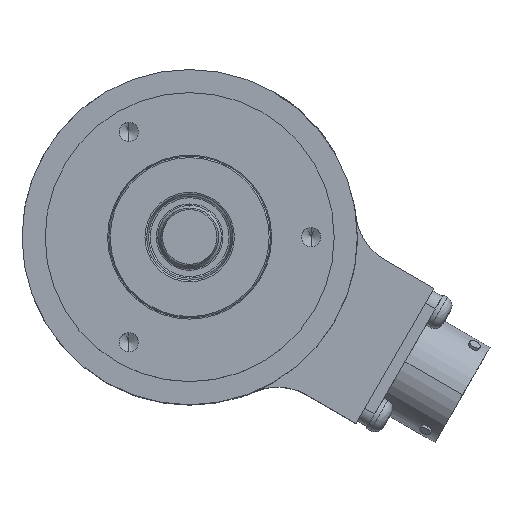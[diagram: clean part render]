
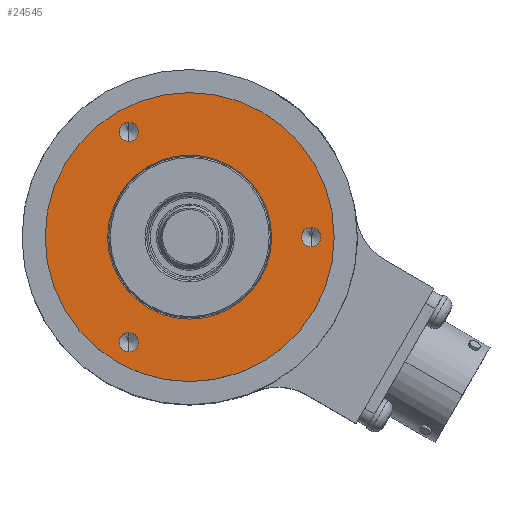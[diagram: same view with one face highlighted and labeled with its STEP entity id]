
A CAD part, top view. The second image highlights one B-rep face of the part: STEP entity #24545.
In plain terms, the highlighted planar face has unit normal (0, 0, 1).
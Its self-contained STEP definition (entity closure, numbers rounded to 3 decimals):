
#8125=CARTESIAN_POINT('',(0.,0.,27.));
#8126=DIRECTION('',(0.,0.,-1.));
#8127=DIRECTION('',(0.,1.,0.));
#8128=AXIS2_PLACEMENT_3D('',#8125,#8126,#8127);
#8130=CARTESIAN_POINT('',(0.,0.,27.));
#8131=DIRECTION('',(0.,0.,-1.));
#8132=DIRECTION('',(0.,-1.,0.));
#8133=AXIS2_PLACEMENT_3D('',#8130,#8131,#8132);
#8135=CARTESIAN_POINT('',(21.,0.,27.));
#8136=DIRECTION('',(0.,0.,1.));
#8137=DIRECTION('',(0.,-1.,0.));
#8138=AXIS2_PLACEMENT_3D('',#8135,#8136,#8137);
#8140=CARTESIAN_POINT('',(21.,0.,27.));
#8141=DIRECTION('',(0.,0.,1.));
#8142=DIRECTION('',(0.,1.,0.));
#8143=AXIS2_PLACEMENT_3D('',#8140,#8141,#8142);
#8145=CARTESIAN_POINT('',(-10.5,-18.187,27.));
#8146=DIRECTION('',(0.,0.,1.));
#8147=DIRECTION('',(0.,-1.,0.));
#8148=AXIS2_PLACEMENT_3D('',#8145,#8146,#8147);
#8150=CARTESIAN_POINT('',(-10.5,-18.187,27.));
#8151=DIRECTION('',(0.,0.,1.));
#8152=DIRECTION('',(0.,1.,0.));
#8153=AXIS2_PLACEMENT_3D('',#8150,#8151,#8152);
#8155=CARTESIAN_POINT('',(-10.5,18.187,27.));
#8156=DIRECTION('',(0.,0.,1.));
#8157=DIRECTION('',(0.,-1.,0.));
#8158=AXIS2_PLACEMENT_3D('',#8155,#8156,#8157);
#8160=CARTESIAN_POINT('',(-10.5,18.187,27.));
#8161=DIRECTION('',(0.,0.,1.));
#8162=DIRECTION('',(0.,1.,0.));
#8163=AXIS2_PLACEMENT_3D('',#8160,#8161,#8162);
#8170=CARTESIAN_POINT('',(0.,0.,27.));
#8171=DIRECTION('',(0.,0.,-1.));
#8172=DIRECTION('',(-1.,0.,0.));
#8173=AXIS2_PLACEMENT_3D('',#8170,#8171,#8172);
#8188=CARTESIAN_POINT('',(0.,0.,27.));
#8189=DIRECTION('',(0.,0.,-1.));
#8190=DIRECTION('',(1.,0.,0.));
#8191=AXIS2_PLACEMENT_3D('',#8188,#8189,#8190);
#15391=CARTESIAN_POINT('',(0.,25.,27.));
#15392=CARTESIAN_POINT('',(0.,-25.,27.));
#15393=VERTEX_POINT('',#15391);
#15394=VERTEX_POINT('',#15392);
#15419=CARTESIAN_POINT('',(14.188,0.,27.));
#15420=CARTESIAN_POINT('',(-14.188,0.,27.));
#15421=VERTEX_POINT('',#15419);
#15422=VERTEX_POINT('',#15420);
#15433=CARTESIAN_POINT('',(21.,-1.65,27.));
#15434=CARTESIAN_POINT('',(21.,1.65,27.));
#15435=VERTEX_POINT('',#15433);
#15436=VERTEX_POINT('',#15434);
#15443=CARTESIAN_POINT('',(-10.5,-19.837,27.));
#15444=CARTESIAN_POINT('',(-10.5,-16.537,27.));
#15445=VERTEX_POINT('',#15443);
#15446=VERTEX_POINT('',#15444);
#15453=CARTESIAN_POINT('',(-10.5,16.537,27.));
#15454=CARTESIAN_POINT('',(-10.5,19.837,27.));
#15455=VERTEX_POINT('',#15453);
#15456=VERTEX_POINT('',#15454);
#24511=CARTESIAN_POINT('',(0.,0.,27.));
#24512=DIRECTION('',(0.,0.,1.));
#24513=DIRECTION('',(1.,0.,0.));
#24514=AXIS2_PLACEMENT_3D('',#24511,#24512,#24513);
#24515=PLANE('',#24514);
#24517=ORIENTED_EDGE('',*,*,#24516,.T.);
#24518=ORIENTED_EDGE('',*,*,#24501,.T.);
#24519=EDGE_LOOP('',(#24517,#24518));
#24520=FACE_OUTER_BOUND('',#24519,.F.);
#24522=ORIENTED_EDGE('',*,*,#24521,.F.);
#24524=ORIENTED_EDGE('',*,*,#24523,.F.);
#24525=EDGE_LOOP('',(#24522,#24524));
#24526=FACE_BOUND('',#24525,.F.);
#24528=ORIENTED_EDGE('',*,*,#24527,.T.);
#24530=ORIENTED_EDGE('',*,*,#24529,.T.);
#24531=EDGE_LOOP('',(#24528,#24530));
#24532=FACE_BOUND('',#24531,.F.);
#24534=ORIENTED_EDGE('',*,*,#24533,.T.);
#24536=ORIENTED_EDGE('',*,*,#24535,.T.);
#24537=EDGE_LOOP('',(#24534,#24536));
#24538=FACE_BOUND('',#24537,.F.);
#24540=ORIENTED_EDGE('',*,*,#24539,.T.);
#24542=ORIENTED_EDGE('',*,*,#24541,.T.);
#24543=EDGE_LOOP('',(#24540,#24542));
#24544=FACE_BOUND('',#24543,.F.);
#8129=CIRCLE('',#8128,25.);
#8134=CIRCLE('',#8133,25.);
#8139=CIRCLE('',#8138,1.65);
#8144=CIRCLE('',#8143,1.65);
#8149=CIRCLE('',#8148,1.65);
#8154=CIRCLE('',#8153,1.65);
#8159=CIRCLE('',#8158,1.65);
#8164=CIRCLE('',#8163,1.65);
#8174=CIRCLE('',#8173,14.188);
#8192=CIRCLE('',#8191,14.188);
#24501=EDGE_CURVE('',#15394,#15393,#8134,.T.);
#24516=EDGE_CURVE('',#15393,#15394,#8129,.T.);
#24521=EDGE_CURVE('',#15422,#15421,#8174,.T.);
#24523=EDGE_CURVE('',#15421,#15422,#8192,.T.);
#24527=EDGE_CURVE('',#15435,#15436,#8139,.T.);
#24529=EDGE_CURVE('',#15436,#15435,#8144,.T.);
#24533=EDGE_CURVE('',#15445,#15446,#8149,.T.);
#24535=EDGE_CURVE('',#15446,#15445,#8154,.T.);
#24539=EDGE_CURVE('',#15455,#15456,#8159,.T.);
#24541=EDGE_CURVE('',#15456,#15455,#8164,.T.);
#24545=ADVANCED_FACE('',(#24520,#24526,#24532,#24538,#24544),#24515,.T.);
